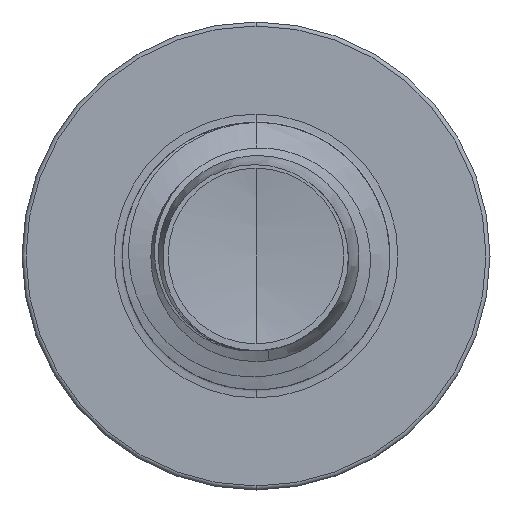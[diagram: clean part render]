
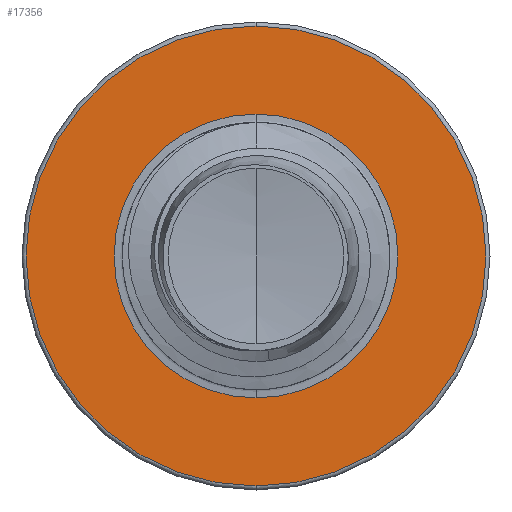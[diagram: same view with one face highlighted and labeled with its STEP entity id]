
A CAD part, front view. The second image highlights one B-rep face of the part: STEP entity #17356.
In plain terms, the highlighted planar face has unit normal (0, -1, 0).
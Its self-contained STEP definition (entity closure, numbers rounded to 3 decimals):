
#1520 = CARTESIAN_POINT ( 'NONE',  ( 0., 25., -3.186 ) ) ;
#2843 = CARTESIAN_POINT ( 'NONE',  ( 0., 25., 0. ) ) ;
#3369 = CIRCLE ( 'NONE', #31237, 5.16 ) ;
#4740 = VERTEX_POINT ( 'NONE', #11155 ) ;
#6296 = DIRECTION ( 'NONE',  ( 0., 0., 1. ) ) ;
#9828 = AXIS2_PLACEMENT_3D ( 'NONE', #2843, #23732, #6296 ) ;
#9853 = EDGE_CURVE ( 'NONE', #4740, #30391, #3369, .T. ) ;
#10557 = AXIS2_PLACEMENT_3D ( 'NONE', #26883, #34774, #19479 ) ;
#10670 = CARTESIAN_POINT ( 'NONE',  ( 0., 25., 3.186 ) ) ;
#11135 = AXIS2_PLACEMENT_3D ( 'NONE', #14010, #32217, #17096 ) ;
#11155 = CARTESIAN_POINT ( 'NONE',  ( 0., 25., 5.16 ) ) ;
#14010 = CARTESIAN_POINT ( 'NONE',  ( 0., 25., 0. ) ) ;
#14491 = ORIENTED_EDGE ( 'NONE', *, *, #9853, .F. ) ;
#15179 = ORIENTED_EDGE ( 'NONE', *, *, #35074, .F. ) ;
#15499 = EDGE_LOOP ( 'NONE', ( #14491, #15179 ) ) ;
#16437 = DIRECTION ( 'NONE',  ( 0., 1., 0. ) ) ;
#16507 = FACE_BOUND ( 'NONE', #27193, .T. ) ;
#17096 = DIRECTION ( 'NONE',  ( 0., 0., 1. ) ) ;
#17356 = ADVANCED_FACE ( 'NONE', ( #36521, #16507 ), #24453, .F. ) ;
#17458 = VERTEX_POINT ( 'NONE', #10670 ) ;
#19479 = DIRECTION ( 'NONE',  ( 0., 0., 1. ) ) ;
#21518 = ORIENTED_EDGE ( 'NONE', *, *, #27068, .T. ) ;
#22780 = CARTESIAN_POINT ( 'NONE',  ( 0., 25., -5.16 ) ) ;
#23732 = DIRECTION ( 'NONE',  ( 0., 1., 0. ) ) ;
#24453 = PLANE ( 'NONE',  #10557 ) ;
#24795 = ORIENTED_EDGE ( 'NONE', *, *, #33800, .T. ) ;
#25240 = CIRCLE ( 'NONE', #9828, 3.186 ) ;
#26883 = CARTESIAN_POINT ( 'NONE',  ( 0., 25., -3.186 ) ) ;
#27068 = EDGE_CURVE ( 'NONE', #30766, #17458, #28354, .T. ) ;
#27130 = CIRCLE ( 'NONE', #11135, 5.16 ) ;
#27193 = EDGE_LOOP ( 'NONE', ( #24795, #21518 ) ) ;
#28354 = CIRCLE ( 'NONE', #36237, 3.186 ) ;
#30391 = VERTEX_POINT ( 'NONE', #22780 ) ;
#30766 = VERTEX_POINT ( 'NONE', #1520 ) ;
#31237 = AXIS2_PLACEMENT_3D ( 'NONE', #37337, #37376, #35280 ) ;
#31660 = CARTESIAN_POINT ( 'NONE',  ( 0., 25., 0. ) ) ;
#32217 = DIRECTION ( 'NONE',  ( 0., 1., 0. ) ) ;
#33800 = EDGE_CURVE ( 'NONE', #17458, #30766, #25240, .T. ) ;
#34386 = DIRECTION ( 'NONE',  ( 0., 0., 1. ) ) ;
#34774 = DIRECTION ( 'NONE',  ( 0., 1., 0. ) ) ;
#35074 = EDGE_CURVE ( 'NONE', #30391, #4740, #27130, .T. ) ;
#35280 = DIRECTION ( 'NONE',  ( 0., 0., 1. ) ) ;
#36237 = AXIS2_PLACEMENT_3D ( 'NONE', #31660, #16437, #34386 ) ;
#36521 = FACE_OUTER_BOUND ( 'NONE', #15499, .T. ) ;
#37337 = CARTESIAN_POINT ( 'NONE',  ( 0., 25., 0. ) ) ;
#37376 = DIRECTION ( 'NONE',  ( 0., 1., 0. ) ) ;
